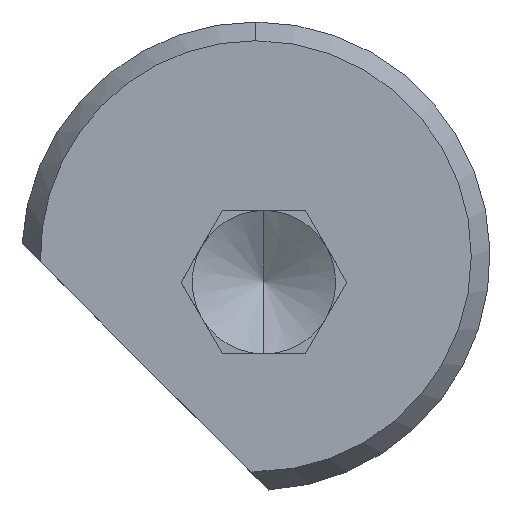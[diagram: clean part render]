
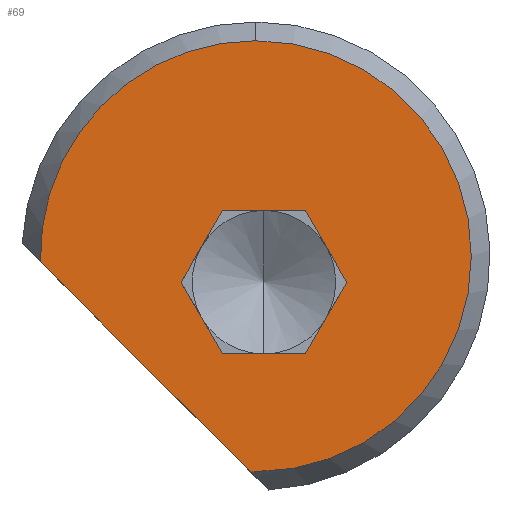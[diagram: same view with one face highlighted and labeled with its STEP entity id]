
A CAD part, left-side view. The second image highlights one B-rep face of the part: STEP entity #69.
In plain terms, the highlighted planar face has unit normal (-1, 0, 0).
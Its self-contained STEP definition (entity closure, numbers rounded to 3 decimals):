
#69=ADVANCED_FACE('',(#151,#152),#153,.F.);
#151=FACE_OUTER_BOUND('',#245,.T.);
#152=FACE_BOUND('',#246,.T.);
#153=PLANE('',#247);
#245=EDGE_LOOP('',(#377,#378,#379,#380));
#246=EDGE_LOOP('',(#381,#382,#383,#384,#385,#386));
#247=AXIS2_PLACEMENT_3D('',#387,#388,#389);
#377=ORIENTED_EDGE('',*,*,#582,.T.);
#378=ORIENTED_EDGE('',*,*,#558,.T.);
#379=ORIENTED_EDGE('',*,*,#562,.T.);
#380=ORIENTED_EDGE('',*,*,#584,.T.);
#381=ORIENTED_EDGE('',*,*,#585,.T.);
#382=ORIENTED_EDGE('',*,*,#586,.T.);
#383=ORIENTED_EDGE('',*,*,#587,.T.);
#384=ORIENTED_EDGE('',*,*,#588,.T.);
#385=ORIENTED_EDGE('',*,*,#589,.T.);
#386=ORIENTED_EDGE('',*,*,#590,.T.);
#387=CARTESIAN_POINT('',(-9.0,0.45,1.45));
#388=DIRECTION('',(1.0,0.0,0.0));
#389=DIRECTION('',(0.0,1.0,-0.0));
#558=EDGE_CURVE('',#660,#658,#661,.T.);
#562=EDGE_CURVE('',#658,#664,#667,.T.);
#582=EDGE_CURVE('',#693,#660,#697,.T.);
#584=EDGE_CURVE('',#664,#693,#699,.T.);
#585=EDGE_CURVE('',#700,#701,#702,.F.);
#586=EDGE_CURVE('',#701,#703,#704,.F.);
#587=EDGE_CURVE('',#703,#705,#706,.F.);
#588=EDGE_CURVE('',#705,#707,#708,.F.);
#589=EDGE_CURVE('',#707,#709,#710,.F.);
#590=EDGE_CURVE('',#709,#700,#711,.F.);
#658=VERTEX_POINT('',#791);
#660=VERTEX_POINT('',#794);
#661=CIRCLE('',#795,12.006);
#664=VERTEX_POINT('',#807);
#667=CIRCLE('',#811,12.006);
#693=VERTEX_POINT('',#868);
#697=LINE('',#891,#892);
#699=CIRCLE('',#894,12.006);
#700=VERTEX_POINT('',#895);
#701=VERTEX_POINT('',#896);
#702=LINE('',#897,#898);
#703=VERTEX_POINT('',#899);
#704=LINE('',#900,#901);
#705=VERTEX_POINT('',#902);
#706=LINE('',#903,#904);
#707=VERTEX_POINT('',#905);
#708=LINE('',#906,#907);
#709=VERTEX_POINT('',#908);
#710=LINE('',#909,#910);
#711=LINE('',#911,#912);
#791=CARTESIAN_POINT('',(-9.0,0.45,-10.556));
#794=CARTESIAN_POINT('',(-9.0,0.762,-10.552));
#795=AXIS2_PLACEMENT_3D('',#1004,#1005,#1006);
#807=CARTESIAN_POINT('',(-9.0,0.45,13.456));
#811=AXIS2_PLACEMENT_3D('',#1008,#1009,#1010);
#868=CARTESIAN_POINT('',(-9.0,12.452,1.138));
#891=CARTESIAN_POINT('',(-9.0,12.452,1.138));
#892=VECTOR('',#1031,16.532);
#894=AXIS2_PLACEMENT_3D('',#1032,#1033,#1034);
#895=CARTESIAN_POINT('',(-9.0,2.309,4.0));
#896=CARTESIAN_POINT('',(-9.0,-2.309,4.0));
#897=CARTESIAN_POINT('',(-9.0,-2.309,4.0));
#898=VECTOR('',#1035,4.619);
#899=CARTESIAN_POINT('',(-9.0,-4.619,0.));
#900=CARTESIAN_POINT('',(-9.0,-4.619,0.));
#901=VECTOR('',#1036,4.619);
#902=CARTESIAN_POINT('',(-9.0,-2.309,-4.0));
#903=CARTESIAN_POINT('',(-9.0,-2.309,-4.0));
#904=VECTOR('',#1037,4.619);
#905=CARTESIAN_POINT('',(-9.0,2.309,-4.0));
#906=CARTESIAN_POINT('',(-9.0,2.309,-4.0));
#907=VECTOR('',#1038,4.619);
#908=CARTESIAN_POINT('',(-9.0,4.619,0.0));
#909=CARTESIAN_POINT('',(-9.0,4.619,0.));
#910=VECTOR('',#1039,4.619);
#911=CARTESIAN_POINT('',(-9.0,2.309,4.0));
#912=VECTOR('',#1040,4.619);
#1004=CARTESIAN_POINT('',(-9.0,0.45,1.45));
#1005=DIRECTION('',(-1.0,0.0,0.0));
#1006=DIRECTION('',(0.0,0.0,1.0));
#1008=CARTESIAN_POINT('',(-9.0,0.45,1.45));
#1009=DIRECTION('',(-1.0,0.0,0.0));
#1010=DIRECTION('',(0.0,0.0,1.0));
#1031=DIRECTION('',(0.0,-0.707,-0.707));
#1032=CARTESIAN_POINT('',(-9.0,0.45,1.45));
#1033=DIRECTION('',(-1.0,0.0,0.0));
#1034=DIRECTION('',(0.0,0.0,1.0));
#1035=DIRECTION('',(0.0,1.0,0.0));
#1036=DIRECTION('',(0.0,0.5,0.866));
#1037=DIRECTION('',(0.0,-0.5,0.866));
#1038=DIRECTION('',(0.0,-1.0,0.0));
#1039=DIRECTION('',(0.0,-0.5,-0.866));
#1040=DIRECTION('',(0.0,0.5,-0.866));
